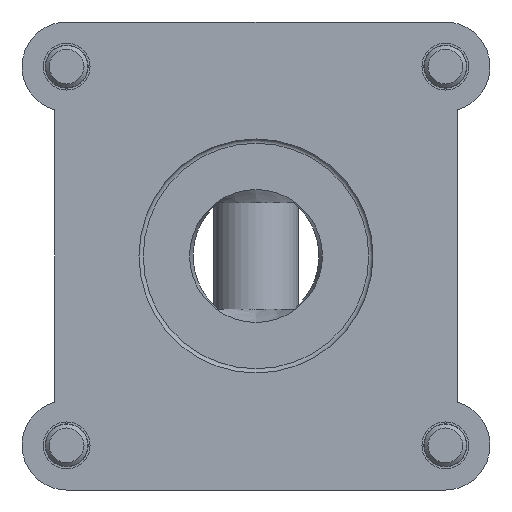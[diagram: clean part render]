
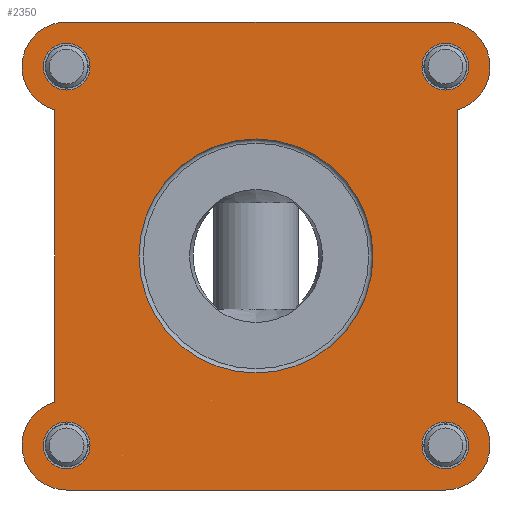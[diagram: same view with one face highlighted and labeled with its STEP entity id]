
A CAD part, front view. The second image highlights one B-rep face of the part: STEP entity #2350.
In plain terms, the highlighted planar face has unit normal (0, -1, 0).
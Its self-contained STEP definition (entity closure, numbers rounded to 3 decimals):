
#195=CIRCLE('',#2585,10.5);
#197=CIRCLE('',#2588,10.5);
#198=CIRCLE('',#2590,10.5);
#199=CIRCLE('',#2592,5.5);
#200=CIRCLE('',#2594,5.5);
#201=CIRCLE('',#2596,5.5);
#203=CIRCLE('',#2599,5.5);
#204=CIRCLE('',#2601,10.5);
#205=CIRCLE('',#2604,27.5);
#549=ORIENTED_EDGE('',*,*,#1110,.F.);
#550=ORIENTED_EDGE('',*,*,#1108,.T.);
#551=ORIENTED_EDGE('',*,*,#1106,.T.);
#552=ORIENTED_EDGE('',*,*,#1105,.T.);
#553=ORIENTED_EDGE('',*,*,#1104,.T.);
#554=ORIENTED_EDGE('',*,*,#1026,.F.);
#555=ORIENTED_EDGE('',*,*,#1109,.F.);
#556=ORIENTED_EDGE('',*,*,#997,.F.);
#557=ORIENTED_EDGE('',*,*,#1103,.F.);
#558=ORIENTED_EDGE('',*,*,#1034,.F.);
#559=ORIENTED_EDGE('',*,*,#1102,.F.);
#560=ORIENTED_EDGE('',*,*,#985,.F.);
#561=ORIENTED_EDGE('',*,*,#1100,.F.);
#985=EDGE_CURVE('',#1310,#1311,#1523,.T.);
#997=EDGE_CURVE('',#1322,#1323,#1533,.T.);
#1026=EDGE_CURVE('',#1338,#1339,#1558,.T.);
#1034=EDGE_CURVE('',#1346,#1347,#1566,.T.);
#1100=EDGE_CURVE('',#1339,#1310,#195,.T.);
#1102=EDGE_CURVE('',#1311,#1346,#197,.T.);
#1103=EDGE_CURVE('',#1347,#1322,#198,.T.);
#1104=EDGE_CURVE('',#1385,#1385,#199,.T.);
#1105=EDGE_CURVE('',#1386,#1386,#200,.T.);
#1106=EDGE_CURVE('',#1387,#1387,#201,.T.);
#1108=EDGE_CURVE('',#1389,#1389,#203,.T.);
#1109=EDGE_CURVE('',#1323,#1338,#204,.T.);
#1110=EDGE_CURVE('',#1390,#1390,#205,.T.);
#1310=VERTEX_POINT('',#3663);
#1311=VERTEX_POINT('',#3665);
#1322=VERTEX_POINT('',#3688);
#1323=VERTEX_POINT('',#3690);
#1338=VERTEX_POINT('',#3742);
#1339=VERTEX_POINT('',#3744);
#1346=VERTEX_POINT('',#3759);
#1347=VERTEX_POINT('',#3761);
#1385=VERTEX_POINT('',#3896);
#1386=VERTEX_POINT('',#3899);
#1387=VERTEX_POINT('',#3902);
#1389=VERTEX_POINT('',#3907);
#1390=VERTEX_POINT('',#3913);
#1523=LINE('',#3664,#1711);
#1533=LINE('',#3689,#1721);
#1558=LINE('',#3743,#1746);
#1566=LINE('',#3760,#1754);
#1711=VECTOR('',#2851,1000.);
#1721=VECTOR('',#2867,1000.);
#1746=VECTOR('',#2918,1000.);
#1754=VECTOR('',#2928,1000.);
#1935=EDGE_LOOP('',(#549));
#1936=EDGE_LOOP('',(#550));
#1937=EDGE_LOOP('',(#551));
#1938=EDGE_LOOP('',(#552));
#1939=EDGE_LOOP('',(#553));
#1940=EDGE_LOOP('',(#554,#555,#556,#557,#558,#559,#560,#561));
#2113=FACE_BOUND('',#1935,.T.);
#2114=FACE_BOUND('',#1936,.T.);
#2115=FACE_BOUND('',#1937,.T.);
#2116=FACE_BOUND('',#1938,.T.);
#2117=FACE_BOUND('',#1939,.T.);
#2118=FACE_BOUND('',#1940,.T.);
#2255=PLANE('',#2603);
#2350=ADVANCED_FACE('',(#2113,#2114,#2115,#2116,#2117,#2118),#2255,.F.);
#2585=AXIS2_PLACEMENT_3D('',#3888,#3072,#3073);
#2588=AXIS2_PLACEMENT_3D('',#3891,#3078,#3079);
#2590=AXIS2_PLACEMENT_3D('',#3893,#3082,#3083);
#2592=AXIS2_PLACEMENT_3D('',#3895,#3086,#3087);
#2594=AXIS2_PLACEMENT_3D('',#3898,#3090,#3091);
#2596=AXIS2_PLACEMENT_3D('',#3901,#3094,#3095);
#2599=AXIS2_PLACEMENT_3D('',#3906,#3100,#3101);
#2601=AXIS2_PLACEMENT_3D('',#3909,#3104,#3105);
#2603=AXIS2_PLACEMENT_3D('',#3911,#3108,#3109);
#2604=AXIS2_PLACEMENT_3D('',#3912,#3110,#3111);
#2851=DIRECTION('',(1.,0.,0.));
#2867=DIRECTION('',(-1.,0.,0.));
#2918=DIRECTION('',(0.,0.,1.));
#2928=DIRECTION('',(0.,0.,-1.));
#3072=DIRECTION('',(0.,1.,0.));
#3073=DIRECTION('',(1.,0.,0.));
#3078=DIRECTION('',(0.,1.,0.));
#3079=DIRECTION('',(1.,0.,0.));
#3082=DIRECTION('',(0.,1.,0.));
#3083=DIRECTION('',(1.,0.,0.));
#3086=DIRECTION('',(0.,1.,0.));
#3087=DIRECTION('',(1.,0.,0.));
#3090=DIRECTION('',(0.,1.,0.));
#3091=DIRECTION('',(1.,0.,0.));
#3094=DIRECTION('',(0.,1.,0.));
#3095=DIRECTION('',(1.,0.,0.));
#3100=DIRECTION('',(0.,1.,0.));
#3101=DIRECTION('',(1.,0.,0.));
#3104=DIRECTION('',(0.,1.,0.));
#3105=DIRECTION('',(1.,0.,0.));
#3108=DIRECTION('',(0.,1.,0.));
#3109=DIRECTION('',(0.,0.,1.));
#3110=DIRECTION('',(0.,-1.,0.));
#3111=DIRECTION('',(0.,0.,-1.));
#3663=CARTESIAN_POINT('',(-44.5,0.,55.));
#3664=CARTESIAN_POINT('',(-44.5,0.,55.));
#3665=CARTESIAN_POINT('',(44.5,0.,55.));
#3688=CARTESIAN_POINT('',(44.5,0.,-55.));
#3689=CARTESIAN_POINT('',(44.5,0.,-55.));
#3690=CARTESIAN_POINT('',(-44.5,0.,-55.));
#3742=CARTESIAN_POINT('',(-47.25,0.,-34.367));
#3743=CARTESIAN_POINT('',(-47.25,0.,-34.367));
#3744=CARTESIAN_POINT('',(-47.25,0.,34.367));
#3759=CARTESIAN_POINT('',(47.25,0.,34.367));
#3760=CARTESIAN_POINT('',(47.25,0.,34.367));
#3761=CARTESIAN_POINT('',(47.25,0.,-34.367));
#3888=CARTESIAN_POINT('',(-44.5,0.,44.5));
#3891=CARTESIAN_POINT('',(44.5,0.,44.5));
#3893=CARTESIAN_POINT('',(44.5,0.,-44.5));
#3895=CARTESIAN_POINT('',(44.5,0.,-44.5));
#3896=CARTESIAN_POINT('',(50.,0.,-44.5));
#3898=CARTESIAN_POINT('',(44.5,0.,44.5));
#3899=CARTESIAN_POINT('',(50.,0.,44.5));
#3901=CARTESIAN_POINT('',(-44.5,0.,-44.5));
#3902=CARTESIAN_POINT('',(-39.,0.,-44.5));
#3906=CARTESIAN_POINT('',(-44.5,0.,44.5));
#3907=CARTESIAN_POINT('',(-39.,0.,44.5));
#3909=CARTESIAN_POINT('',(-44.5,0.,-44.5));
#3911=CARTESIAN_POINT('',(-44.5,0.,44.5));
#3912=CARTESIAN_POINT('',(0.,0.,0.));
#3913=CARTESIAN_POINT('',(0.,0.,-27.5));
